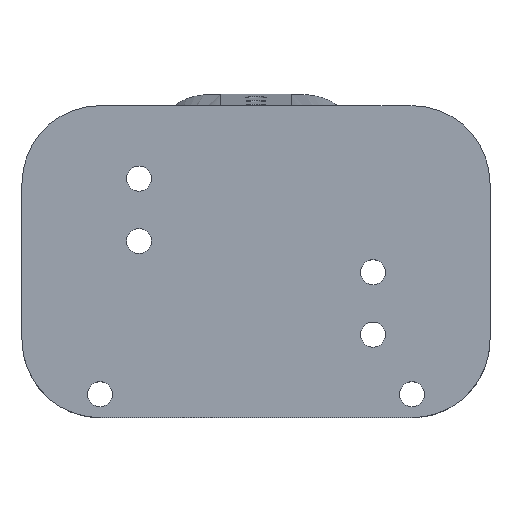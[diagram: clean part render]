
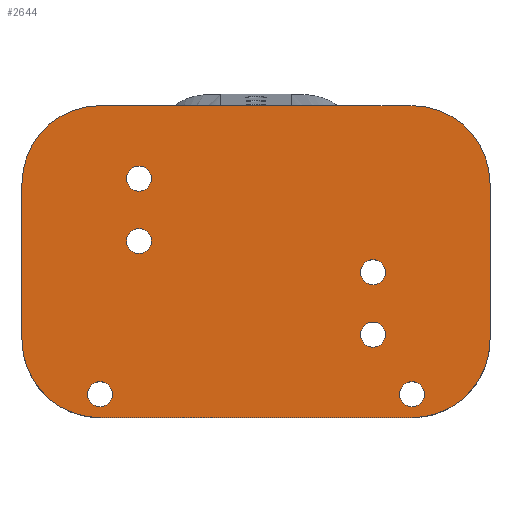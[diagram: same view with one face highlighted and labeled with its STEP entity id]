
A CAD part, top view. The second image highlights one B-rep face of the part: STEP entity #2644.
In plain terms, the highlighted planar face has unit normal (0, 0, 1).
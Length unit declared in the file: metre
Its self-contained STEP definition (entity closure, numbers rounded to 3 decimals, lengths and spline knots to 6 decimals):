
#311=LINE('',#6612,#385);
#312=LINE('',#6613,#386);
#313=LINE('',#6614,#387);
#314=LINE('',#6615,#388);
#385=VECTOR('',#3371,1.);
#386=VECTOR('',#3372,1.);
#387=VECTOR('',#3373,1.);
#388=VECTOR('',#3374,1.);
#773=ORIENTED_EDGE('',*,*,#1400,.T.);
#774=ORIENTED_EDGE('',*,*,#1385,.T.);
#775=ORIENTED_EDGE('',*,*,#1401,.T.);
#776=ORIENTED_EDGE('',*,*,#1373,.T.);
#777=ORIENTED_EDGE('',*,*,#1402,.T.);
#778=ORIENTED_EDGE('',*,*,#1377,.T.);
#779=ORIENTED_EDGE('',*,*,#1403,.T.);
#780=ORIENTED_EDGE('',*,*,#1381,.T.);
#781=ORIENTED_EDGE('',*,*,#1404,.F.);
#782=ORIENTED_EDGE('',*,*,#1405,.F.);
#783=ORIENTED_EDGE('',*,*,#1406,.F.);
#784=ORIENTED_EDGE('',*,*,#1407,.F.);
#785=ORIENTED_EDGE('',*,*,#1408,.F.);
#786=ORIENTED_EDGE('',*,*,#1409,.F.);
#1373=EDGE_CURVE('',#1687,#1686,#1881,.T.);
#1377=EDGE_CURVE('',#1691,#1690,#1883,.T.);
#1381=EDGE_CURVE('',#1695,#1694,#1885,.T.);
#1385=EDGE_CURVE('',#1698,#1697,#1886,.T.);
#1400=EDGE_CURVE('',#1694,#1698,#311,.T.);
#1401=EDGE_CURVE('',#1697,#1687,#312,.T.);
#1402=EDGE_CURVE('',#1686,#1691,#313,.T.);
#1403=EDGE_CURVE('',#1690,#1695,#314,.T.);
#1404=EDGE_CURVE('',#1706,#1706,#1896,.T.);
#1405=EDGE_CURVE('',#1707,#1707,#1897,.T.);
#1406=EDGE_CURVE('',#1708,#1708,#1898,.T.);
#1407=EDGE_CURVE('',#1709,#1709,#1899,.T.);
#1408=EDGE_CURVE('',#1710,#1710,#1900,.T.);
#1409=EDGE_CURVE('',#1711,#1711,#1901,.T.);
#1686=VERTEX_POINT('',#6432);
#1687=VERTEX_POINT('',#6434);
#1690=VERTEX_POINT('',#6441);
#1691=VERTEX_POINT('',#6443);
#1694=VERTEX_POINT('',#6450);
#1695=VERTEX_POINT('',#6452);
#1697=VERTEX_POINT('',#6458);
#1698=VERTEX_POINT('',#6460);
#1706=VERTEX_POINT('',#6617);
#1707=VERTEX_POINT('',#6619);
#1708=VERTEX_POINT('',#6621);
#1709=VERTEX_POINT('',#6623);
#1710=VERTEX_POINT('',#6625);
#1711=VERTEX_POINT('',#6627);
#1881=CIRCLE('',#2867,0.01);
#1883=CIRCLE('',#2870,0.01);
#1885=CIRCLE('',#2873,0.01);
#1886=CIRCLE('',#2875,0.01);
#1896=CIRCLE('',#2889,0.0016);
#1897=CIRCLE('',#2890,0.0016);
#1898=CIRCLE('',#2891,0.0016);
#1899=CIRCLE('',#2892,0.0016);
#1900=CIRCLE('',#2893,0.0016);
#1901=CIRCLE('',#2894,0.0016);
#2057=EDGE_LOOP('',(#773,#774,#775,#776,#777,#778,#779,#780));
#2058=EDGE_LOOP('',(#781));
#2059=EDGE_LOOP('',(#782));
#2060=EDGE_LOOP('',(#783));
#2061=EDGE_LOOP('',(#784));
#2062=EDGE_LOOP('',(#785));
#2063=EDGE_LOOP('',(#786));
#2340=FACE_BOUND('',#2057,.T.);
#2341=FACE_BOUND('',#2058,.T.);
#2342=FACE_BOUND('',#2059,.T.);
#2343=FACE_BOUND('',#2060,.T.);
#2344=FACE_BOUND('',#2061,.T.);
#2345=FACE_BOUND('',#2062,.T.);
#2346=FACE_BOUND('',#2063,.T.);
#2550=PLANE('',#2888);
#2644=ADVANCED_FACE('',(#2340,#2341,#2342,#2343,#2344,#2345,#2346),#2550,
 .F.);
#2867=AXIS2_PLACEMENT_3D('',#6433,#3316,#3317);
#2870=AXIS2_PLACEMENT_3D('',#6442,#3324,#3325);
#2873=AXIS2_PLACEMENT_3D('',#6451,#3332,#3333);
#2875=AXIS2_PLACEMENT_3D('',#6459,#3339,#3340);
#2888=AXIS2_PLACEMENT_3D('',#6611,#3369,#3370);
#2889=AXIS2_PLACEMENT_3D('',#6616,#3375,#3376);
#2890=AXIS2_PLACEMENT_3D('',#6618,#3377,#3378);
#2891=AXIS2_PLACEMENT_3D('',#6620,#3379,#3380);
#2892=AXIS2_PLACEMENT_3D('',#6622,#3381,#3382);
#2893=AXIS2_PLACEMENT_3D('',#6624,#3383,#3384);
#2894=AXIS2_PLACEMENT_3D('',#6626,#3385,#3386);
#3316=DIRECTION('',(0.,0.,1.));
#3317=DIRECTION('',(-1.,0.,0.));
#3324=DIRECTION('',(0.,0.,1.));
#3325=DIRECTION('',(-1.,0.,0.));
#3332=DIRECTION('',(0.,0.,1.));
#3333=DIRECTION('',(-1.,0.,0.));
#3339=DIRECTION('',(0.,0.,1.));
#3340=DIRECTION('',(-1.,0.,0.));
#3369=DIRECTION('',(0.,0.,-1.));
#3370=DIRECTION('',(-1.,0.,0.));
#3371=DIRECTION('',(0.,-1.,0.));
#3372=DIRECTION('',(1.,0.,0.));
#3373=DIRECTION('',(0.,1.,0.));
#3374=DIRECTION('',(-1.,0.,0.));
#3375=DIRECTION('',(0.,0.,1.));
#3376=DIRECTION('',(1.,0.,0.));
#3377=DIRECTION('',(0.,0.,1.));
#3378=DIRECTION('',(1.,0.,0.));
#3379=DIRECTION('',(0.,0.,1.));
#3380=DIRECTION('',(1.,0.,0.));
#3381=DIRECTION('',(0.,0.,1.));
#3382=DIRECTION('',(1.,0.,0.));
#3383=DIRECTION('',(0.,0.,1.));
#3384=DIRECTION('',(1.,0.,0.));
#3385=DIRECTION('',(0.,0.,1.));
#3386=DIRECTION('',(1.,0.,0.));
#6432=CARTESIAN_POINT('',(0.03,-0.01,0.12));
#6433=CARTESIAN_POINT('',(0.02,-0.01,0.12));
#6434=CARTESIAN_POINT('',(0.02,-0.02,0.12));
#6441=CARTESIAN_POINT('',(0.02,0.02,0.12));
#6442=CARTESIAN_POINT('',(0.02,0.01,0.12));
#6443=CARTESIAN_POINT('',(0.03,0.01,0.12));
#6450=CARTESIAN_POINT('',(-0.03,0.01,0.12));
#6451=CARTESIAN_POINT('',(-0.02,0.01,0.12));
#6452=CARTESIAN_POINT('',(-0.02,0.02,0.12));
#6458=CARTESIAN_POINT('',(-0.02,-0.02,0.12));
#6459=CARTESIAN_POINT('',(-0.02,-0.01,0.12));
#6460=CARTESIAN_POINT('',(-0.03,-0.01,0.12));
#6611=CARTESIAN_POINT('',(0.,0.,0.12));
#6612=CARTESIAN_POINT('',(-0.03,-0.02,0.12));
#6613=CARTESIAN_POINT('',(-0.03,-0.02,0.12));
#6614=CARTESIAN_POINT('',(0.03,-0.02,0.12));
#6615=CARTESIAN_POINT('',(-0.03,0.02,0.12));
#6616=CARTESIAN_POINT('',(0.015,-0.009359,0.12));
#6617=CARTESIAN_POINT('',(0.0166,-0.009359,0.12));
#6618=CARTESIAN_POINT('',(0.02,-0.017,0.12));
#6619=CARTESIAN_POINT('',(0.0216,-0.017,0.12));
#6620=CARTESIAN_POINT('',(-0.015,0.010641,0.12));
#6621=CARTESIAN_POINT('',(-0.0134,0.010641,0.12));
#6622=CARTESIAN_POINT('',(-0.015,0.002641,0.12));
#6623=CARTESIAN_POINT('',(-0.0134,0.002641,0.12));
#6624=CARTESIAN_POINT('',(0.015,-0.001359,0.12));
#6625=CARTESIAN_POINT('',(0.0166,-0.001359,0.12));
#6626=CARTESIAN_POINT('',(-0.02,-0.017,0.12));
#6627=CARTESIAN_POINT('',(-0.0184,-0.017,0.12));
